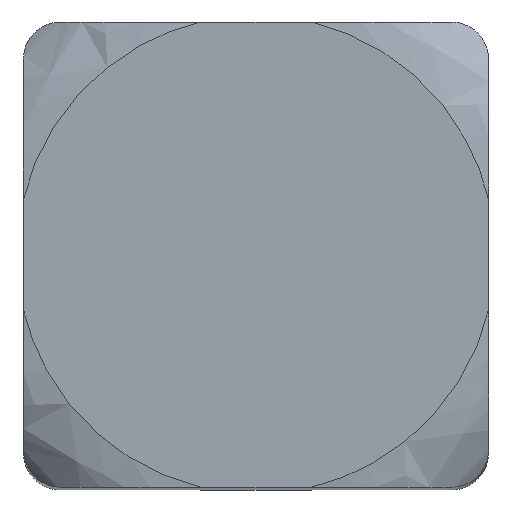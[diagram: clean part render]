
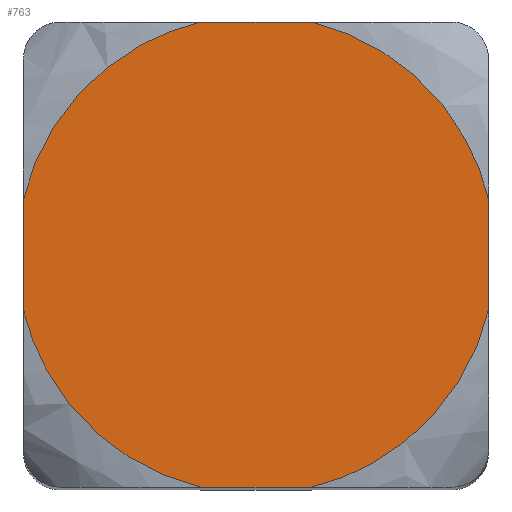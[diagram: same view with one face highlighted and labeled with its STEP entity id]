
A CAD part, top view. The second image highlights one B-rep face of the part: STEP entity #763.
In plain terms, the highlighted planar face has unit normal (0, 0, 1).
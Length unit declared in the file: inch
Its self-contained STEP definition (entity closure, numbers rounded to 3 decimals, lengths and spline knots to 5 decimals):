
#1 = CARTESIAN_POINT ( 'NONE',  ( -0.05673, -0.03911, 0.219 ) ) ;
#50 = CARTESIAN_POINT ( 'NONE',  ( -0.03911, 0.05673, 0.219 ) ) ;
#57 = ORIENTED_EDGE ( 'NONE', *, *, #245, .F. ) ;
#92 =( BOUNDED_CURVE ( )  B_SPLINE_CURVE ( 3, ( #362, #430, #831, #365 ),
 .UNSPECIFIED., .F., .T. ) 
 B_SPLINE_CURVE_WITH_KNOTS ( ( 4, 4 ),
 ( 0., 1. ),
 .UNSPECIFIED. ) 
 CURVE ( )  GEOMETRIC_REPRESENTATION_ITEM ( )  RATIONAL_B_SPLINE_CURVE ( ( 1., 0.901, 0.901, 1. ) ) 
 REPRESENTATION_ITEM ( '' )  );
#118 = ORIENTED_EDGE ( 'NONE', *, *, #432, .F. ) ;
#125 = CARTESIAN_POINT ( 'NONE',  ( -0.0625, 0.01488, 0.219 ) ) ;
#139 = AXIS2_PLACEMENT_3D ( 'NONE', #442, #177, #777 ) ;
#143 = VERTEX_POINT ( 'NONE', #433 ) ;
#177 = DIRECTION ( 'NONE',  ( 0., 0., -1. ) ) ;
#212 = CARTESIAN_POINT ( 'NONE',  ( -0.0625, 0.01488, 0.219 ) ) ;
#213 = ORIENTED_EDGE ( 'NONE', *, *, #473, .F. ) ;
#217 = VECTOR ( 'NONE', #514, 39.37008 ) ;
#222 = EDGE_LOOP ( 'NONE', ( #284, #381, #523, #57, #118, #287, #213, #412 ) ) ;
#245 = EDGE_CURVE ( 'NONE', #685, #558, #569, .T. ) ;
#248 = LINE ( 'NONE', #865, #262 ) ;
#259 = CARTESIAN_POINT ( 'NONE',  ( -0.0625, 0.0625, 0.219 ) ) ;
#262 = VECTOR ( 'NONE', #267, 39.37008 ) ;
#267 = DIRECTION ( 'NONE',  ( -1., 0., 0. ) ) ;
#284 = ORIENTED_EDGE ( 'NONE', *, *, #614, .F. ) ;
#287 = ORIENTED_EDGE ( 'NONE', *, *, #350, .F. ) ;
#298 = VERTEX_POINT ( 'NONE', #856 ) ;
#301 = LINE ( 'NONE', #259, #217 ) ;
#319 = CARTESIAN_POINT ( 'NONE',  ( 0.0625, 0.01488, 0.219 ) ) ;
#323 = CARTESIAN_POINT ( 'NONE',  ( 0.01488, 0.0625, 0.219 ) ) ;
#340 = EDGE_CURVE ( 'NONE', #143, #390, #301, .T. ) ;
#350 = EDGE_CURVE ( 'NONE', #679, #502, #757, .T. ) ;
#362 = CARTESIAN_POINT ( 'NONE',  ( 0.0625, -0.01488, 0.219 ) ) ;
#365 = CARTESIAN_POINT ( 'NONE',  ( 0.01488, -0.0625, 0.219 ) ) ;
#381 = ORIENTED_EDGE ( 'NONE', *, *, #798, .F. ) ;
#384 = DIRECTION ( 'NONE',  ( 1., 0., 0. ) ) ;
#390 = VERTEX_POINT ( 'NONE', #212 ) ;
#394 = VECTOR ( 'NONE', #384, 39.37008 ) ;
#399 = VECTOR ( 'NONE', #723, 39.37008 ) ;
#405 = CARTESIAN_POINT ( 'NONE',  ( -0.01488, -0.0625, 0.219 ) ) ;
#412 = ORIENTED_EDGE ( 'NONE', *, *, #340, .F. ) ;
#430 = CARTESIAN_POINT ( 'NONE',  ( 0.05673, -0.03911, 0.219 ) ) ;
#432 = EDGE_CURVE ( 'NONE', #502, #685, #598, .T. ) ;
#433 = CARTESIAN_POINT ( 'NONE',  ( -0.0625, -0.01488, 0.219 ) ) ;
#436 =( BOUNDED_CURVE ( )  B_SPLINE_CURVE ( 3, ( #125, #515, #50, #734 ),
 .UNSPECIFIED., .F., .T. ) 
 B_SPLINE_CURVE_WITH_KNOTS ( ( 4, 4 ),
 ( 0., 1. ),
 .UNSPECIFIED. ) 
 CURVE ( )  GEOMETRIC_REPRESENTATION_ITEM ( )  RATIONAL_B_SPLINE_CURVE ( ( 1., 0.901, 0.901, 1. ) ) 
 REPRESENTATION_ITEM ( '' )  );
#442 = CARTESIAN_POINT ( 'NONE',  ( -0.0625, 0.0625, 0.219 ) ) ;
#473 = EDGE_CURVE ( 'NONE', #390, #679, #436, .T. ) ;
#502 = VERTEX_POINT ( 'NONE', #531 ) ;
#514 = DIRECTION ( 'NONE',  ( 0., 1., 0. ) ) ;
#515 = CARTESIAN_POINT ( 'NONE',  ( -0.05673, 0.03911, 0.219 ) ) ;
#523 = ORIENTED_EDGE ( 'NONE', *, *, #693, .F. ) ;
#531 = CARTESIAN_POINT ( 'NONE',  ( 0.01488, 0.0625, 0.219 ) ) ;
#543 = CARTESIAN_POINT ( 'NONE',  ( 0.0625, -0.01488, 0.219 ) ) ;
#551 =( BOUNDED_CURVE ( )  B_SPLINE_CURVE ( 3, ( #405, #603, #1, #615 ),
 .UNSPECIFIED., .F., .F. ) 
 B_SPLINE_CURVE_WITH_KNOTS ( ( 4, 4 ),
 ( 0., 1. ),
 .UNSPECIFIED. ) 
 CURVE ( )  GEOMETRIC_REPRESENTATION_ITEM ( )  RATIONAL_B_SPLINE_CURVE ( ( 1., 0.901, 0.901, 1. ) ) 
 REPRESENTATION_ITEM ( '' )  );
#558 = VERTEX_POINT ( 'NONE', #543 ) ;
#569 = LINE ( 'NONE', #782, #399 ) ;
#573 = PLANE ( 'NONE',  #139 ) ;
#596 = CARTESIAN_POINT ( 'NONE',  ( 0.03911, 0.05673, 0.219 ) ) ;
#598 =( BOUNDED_CURVE ( )  B_SPLINE_CURVE ( 3, ( #323, #596, #866, #319 ),
 .UNSPECIFIED., .F., .F. ) 
 B_SPLINE_CURVE_WITH_KNOTS ( ( 4, 4 ),
 ( 0., 1. ),
 .UNSPECIFIED. ) 
 CURVE ( )  GEOMETRIC_REPRESENTATION_ITEM ( )  RATIONAL_B_SPLINE_CURVE ( ( 1., 0.901, 0.901, 1. ) ) 
 REPRESENTATION_ITEM ( '' )  );
#603 = CARTESIAN_POINT ( 'NONE',  ( -0.03911, -0.05673, 0.219 ) ) ;
#614 = EDGE_CURVE ( 'NONE', #298, #143, #551, .T. ) ;
#615 = CARTESIAN_POINT ( 'NONE',  ( -0.0625, -0.01488, 0.219 ) ) ;
#679 = VERTEX_POINT ( 'NONE', #837 ) ;
#685 = VERTEX_POINT ( 'NONE', #709 ) ;
#693 = EDGE_CURVE ( 'NONE', #558, #827, #92, .T. ) ;
#709 = CARTESIAN_POINT ( 'NONE',  ( 0.0625, 0.01488, 0.219 ) ) ;
#723 = DIRECTION ( 'NONE',  ( 0., -1., 0. ) ) ;
#725 = CARTESIAN_POINT ( 'NONE',  ( 0.01488, -0.0625, 0.219 ) ) ;
#734 = CARTESIAN_POINT ( 'NONE',  ( -0.01488, 0.0625, 0.219 ) ) ;
#757 = LINE ( 'NONE', #790, #394 ) ;
#763 = ADVANCED_FACE ( 'NONE', ( #822 ), #573, .F. ) ;
#777 = DIRECTION ( 'NONE',  ( -1., 0., 0. ) ) ;
#782 = CARTESIAN_POINT ( 'NONE',  ( 0.0625, 0.0625, 0.219 ) ) ;
#790 = CARTESIAN_POINT ( 'NONE',  ( -0.0625, 0.0625, 0.219 ) ) ;
#798 = EDGE_CURVE ( 'NONE', #827, #298, #248, .T. ) ;
#822 = FACE_OUTER_BOUND ( 'NONE', #222, .T. ) ;
#827 = VERTEX_POINT ( 'NONE', #725 ) ;
#831 = CARTESIAN_POINT ( 'NONE',  ( 0.03911, -0.05673, 0.219 ) ) ;
#837 = CARTESIAN_POINT ( 'NONE',  ( -0.01488, 0.0625, 0.219 ) ) ;
#856 = CARTESIAN_POINT ( 'NONE',  ( -0.01488, -0.0625, 0.219 ) ) ;
#865 = CARTESIAN_POINT ( 'NONE',  ( -0.0625, -0.0625, 0.219 ) ) ;
#866 = CARTESIAN_POINT ( 'NONE',  ( 0.05673, 0.03911, 0.219 ) ) ;
